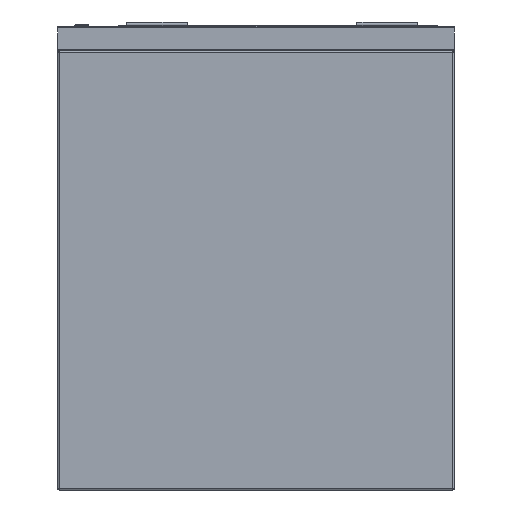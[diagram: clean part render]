
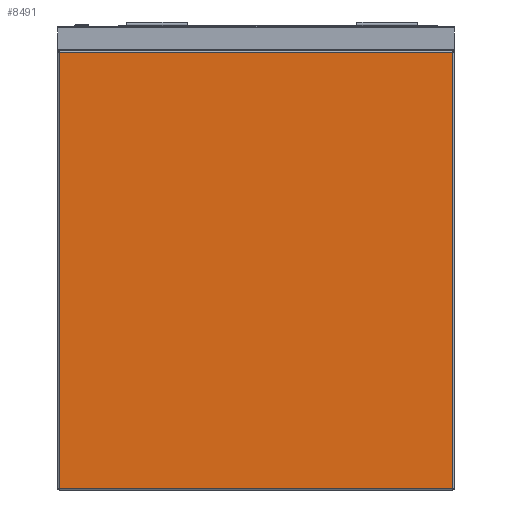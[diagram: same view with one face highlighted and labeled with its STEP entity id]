
A CAD part, left-side view. The second image highlights one B-rep face of the part: STEP entity #8491.
In plain terms, the highlighted planar face has unit normal (-1, 0, 0).
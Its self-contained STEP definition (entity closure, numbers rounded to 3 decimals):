
#552 = CARTESIAN_POINT ( 'NONE',  ( -297.5, -325., -760. ) ) ;
#1319 = CARTESIAN_POINT ( 'NONE',  ( -297.5, 325., -42. ) ) ;
#1654 = VERTEX_POINT ( 'NONE', #11843 ) ;
#2047 = VECTOR ( 'NONE', #10425, 1000. ) ;
#2421 = ORIENTED_EDGE ( 'NONE', *, *, #4103, .T. ) ;
#3237 = LINE ( 'NONE', #5786, #6189 ) ;
#4103 = EDGE_CURVE ( 'NONE', #4911, #14606, #3237, .T. ) ;
#4278 = CARTESIAN_POINT ( 'NONE',  ( -297.5, -323., -758. ) ) ;
#4312 = CARTESIAN_POINT ( 'NONE',  ( -297.5, 323., -760. ) ) ;
#4911 = VERTEX_POINT ( 'NONE', #4278 ) ;
#4956 = DIRECTION ( 'NONE',  ( 0., 1., 0. ) ) ;
#5255 = DIRECTION ( 'NONE',  ( -1., 0., 0. ) ) ;
#5301 = LINE ( 'NONE', #4312, #7426 ) ;
#5786 = CARTESIAN_POINT ( 'NONE',  ( -297.5, -323., -760. ) ) ;
#6092 = VERTEX_POINT ( 'NONE', #14462 ) ;
#6114 = LINE ( 'NONE', #1319, #6258 ) ;
#6189 = VECTOR ( 'NONE', #10477, 1000. ) ;
#6258 = VECTOR ( 'NONE', #4956, 1000. ) ;
#7040 = EDGE_CURVE ( 'NONE', #14606, #1654, #6114, .T. ) ;
#7426 = VECTOR ( 'NONE', #14702, 1000. ) ;
#7787 = LINE ( 'NONE', #14878, #2047 ) ;
#8491 = ADVANCED_FACE ( 'Fl�che7', ( #10976 ), #11113, .T. ) ;
#8510 = EDGE_CURVE ( 'NONE', #6092, #4911, #7787, .T. ) ;
#8688 = AXIS2_PLACEMENT_3D ( 'NONE', #552, #5255, #8862 ) ;
#8722 = ORIENTED_EDGE ( 'NONE', *, *, #7040, .T. ) ;
#8862 = DIRECTION ( 'NONE',  ( 0., 0., 1. ) ) ;
#10172 = EDGE_LOOP ( 'NONE', ( #2421, #8722, #13188, #14989 ) ) ;
#10425 = DIRECTION ( 'NONE',  ( 0., -1., 0. ) ) ;
#10477 = DIRECTION ( 'NONE',  ( 0., 0., 1. ) ) ;
#10976 = FACE_OUTER_BOUND ( 'NONE', #10172, .T. ) ;
#11113 = PLANE ( 'NONE',  #8688 ) ;
#11843 = CARTESIAN_POINT ( 'NONE',  ( -297.5, 323., -42. ) ) ;
#13188 = ORIENTED_EDGE ( 'NONE', *, *, #14793, .T. ) ;
#14462 = CARTESIAN_POINT ( 'NONE',  ( -297.5, 323., -758. ) ) ;
#14606 = VERTEX_POINT ( 'NONE', #15167 ) ;
#14702 = DIRECTION ( 'NONE',  ( 0., 0., -1. ) ) ;
#14793 = EDGE_CURVE ( 'NONE', #1654, #6092, #5301, .T. ) ;
#14878 = CARTESIAN_POINT ( 'NONE',  ( -297.5, -325., -758. ) ) ;
#14989 = ORIENTED_EDGE ( 'NONE', *, *, #8510, .T. ) ;
#15167 = CARTESIAN_POINT ( 'NONE',  ( -297.5, -323., -42. ) ) ;
